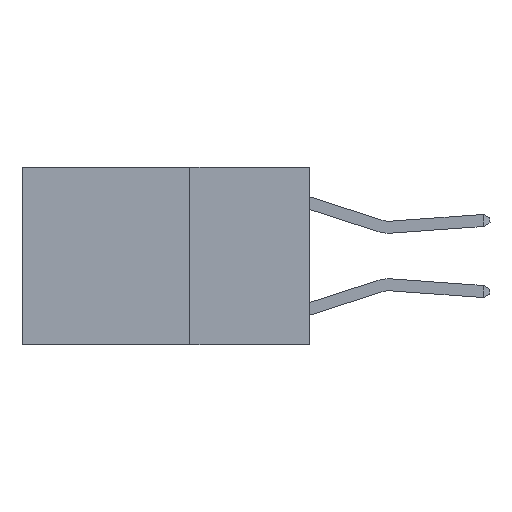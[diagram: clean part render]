
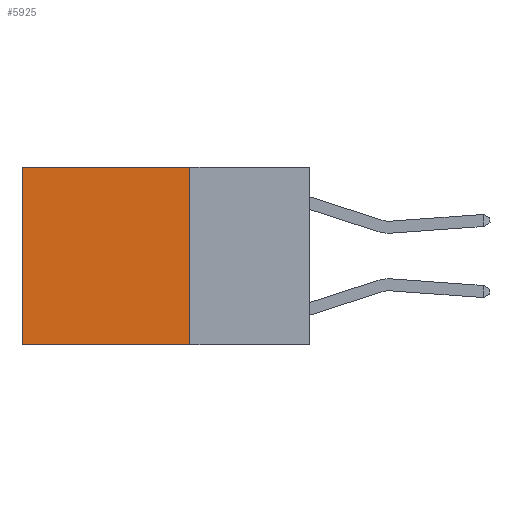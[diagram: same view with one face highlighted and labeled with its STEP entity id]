
A CAD part, left-side view. The second image highlights one B-rep face of the part: STEP entity #5925.
In plain terms, the highlighted planar face has unit normal (-1, 0, 0).
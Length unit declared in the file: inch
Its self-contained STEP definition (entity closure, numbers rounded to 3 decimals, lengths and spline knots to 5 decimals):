
#563 = ORIENTED_EDGE ( 'NONE', *, *, #8541, .T. ) ;
#945 = ORIENTED_EDGE ( 'NONE', *, *, #9080, .F. ) ;
#1325 = ORIENTED_EDGE ( 'NONE', *, *, #11633, .T. ) ;
#1484 = VERTEX_POINT ( 'NONE', #2886 ) ;
#2119 = DIRECTION ( 'NONE',  ( 0., 0., -1. ) ) ;
#2325 = VECTOR ( 'NONE', #2119, 39.37008 ) ;
#2574 = CARTESIAN_POINT ( 'NONE',  ( 0.2625, 0.25, 0. ) ) ;
#2853 = VECTOR ( 'NONE', #3079, 39.37008 ) ;
#2886 = CARTESIAN_POINT ( 'NONE',  ( 0.2625, 0.25, -0.37 ) ) ;
#3079 = DIRECTION ( 'NONE',  ( 0., 1., 0. ) ) ;
#3535 = LINE ( 'NONE', #4483, #13312 ) ;
#4483 = CARTESIAN_POINT ( 'NONE',  ( 0.2625, 0.6, 0. ) ) ;
#5616 = CARTESIAN_POINT ( 'NONE',  ( 0.2625, 0.25, 0. ) ) ;
#5925 = ADVANCED_FACE ( 'NONE', ( #11352 ), #13860, .F. ) ;
#5982 = EDGE_CURVE ( 'NONE', #9119, #1484, #11877, .T. ) ;
#6254 = AXIS2_PLACEMENT_3D ( 'NONE', #5616, #13956, #8040 ) ;
#6634 = ORIENTED_EDGE ( 'NONE', *, *, #5982, .F. ) ;
#7774 = CARTESIAN_POINT ( 'NONE',  ( 0.2625, 0.25, 0. ) ) ;
#8040 = DIRECTION ( 'NONE',  ( 0., 0., -1. ) ) ;
#8541 = EDGE_CURVE ( 'NONE', #9119, #14536, #14466, .T. ) ;
#9080 = EDGE_CURVE ( 'NONE', #1484, #9542, #12434, .T. ) ;
#9119 = VERTEX_POINT ( 'NONE', #2574 ) ;
#9250 = CARTESIAN_POINT ( 'NONE',  ( 0.2625, 0.25, -0.37 ) ) ;
#9271 = DIRECTION ( 'NONE',  ( 0., 0., -1. ) ) ;
#9304 = VECTOR ( 'NONE', #11623, 39.37008 ) ;
#9542 = VERTEX_POINT ( 'NONE', #9930 ) ;
#9930 = CARTESIAN_POINT ( 'NONE',  ( 0.2625, 0.6, -0.37 ) ) ;
#11352 = FACE_OUTER_BOUND ( 'NONE', #14635, .T. ) ;
#11623 = DIRECTION ( 'NONE',  ( 0., 1., 0. ) ) ;
#11633 = EDGE_CURVE ( 'NONE', #14536, #9542, #3535, .T. ) ;
#11877 = LINE ( 'NONE', #13817, #2325 ) ;
#12434 = LINE ( 'NONE', #9250, #9304 ) ;
#13312 = VECTOR ( 'NONE', #9271, 39.37008 ) ;
#13817 = CARTESIAN_POINT ( 'NONE',  ( 0.2625, 0.25, 0. ) ) ;
#13860 = PLANE ( 'NONE',  #6254 ) ;
#13956 = DIRECTION ( 'NONE',  ( 1., 0., 0. ) ) ;
#14466 = LINE ( 'NONE', #7774, #2853 ) ;
#14536 = VERTEX_POINT ( 'NONE', #15088 ) ;
#14635 = EDGE_LOOP ( 'NONE', ( #1325, #945, #6634, #563 ) ) ;
#15088 = CARTESIAN_POINT ( 'NONE',  ( 0.2625, 0.6, 0. ) ) ;
